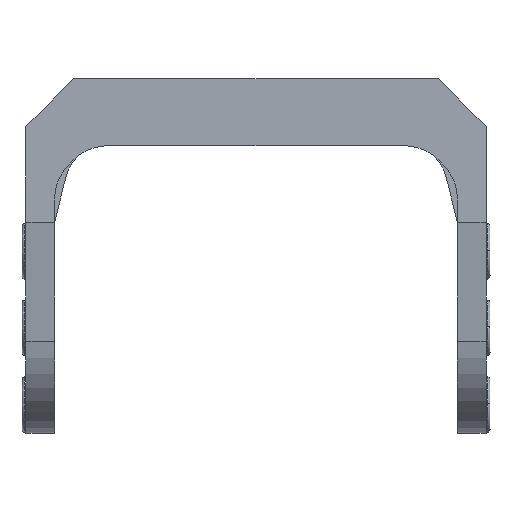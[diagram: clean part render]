
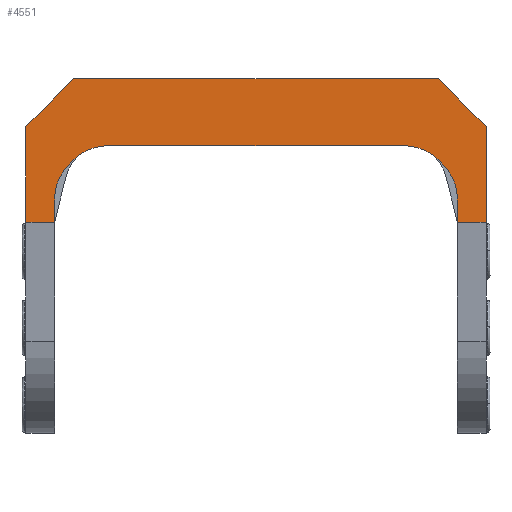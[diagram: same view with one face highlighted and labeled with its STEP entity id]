
A CAD part, front view. The second image highlights one B-rep face of the part: STEP entity #4551.
In plain terms, the highlighted planar face has unit normal (0, -1, 0).
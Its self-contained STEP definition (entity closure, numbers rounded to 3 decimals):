
#50 = DIRECTION ( 'NONE',  ( 0., 0., 1. ) ) ;
#305 = VERTEX_POINT ( 'NONE', #5286 ) ;
#314 = CARTESIAN_POINT ( 'NONE',  ( -19., -12.5, 26. ) ) ;
#386 = CARTESIAN_POINT ( 'NONE',  ( -24., -12.5, 19. ) ) ;
#430 = AXIS2_PLACEMENT_3D ( 'NONE', #4984, #7284, #13951 ) ;
#570 = CARTESIAN_POINT ( 'NONE',  ( 24., -12.5, 21. ) ) ;
#712 = LINE ( 'NONE', #2041, #4370 ) ;
#931 = CARTESIAN_POINT ( 'NONE',  ( -24., -12.5, 11. ) ) ;
#949 = LINE ( 'NONE', #5461, #13601 ) ;
#963 = PLANE ( 'NONE',  #2035 ) ;
#1191 = CARTESIAN_POINT ( 'NONE',  ( 16., -12.5, 13.444 ) ) ;
#1234 = CARTESIAN_POINT ( 'NONE',  ( -21., -12.5, 26. ) ) ;
#1340 = VERTEX_POINT ( 'NONE', #10692 ) ;
#1475 = EDGE_CURVE ( 'NONE', #13361, #305, #5393, .T. ) ;
#1757 = EDGE_CURVE ( 'NONE', #6128, #4442, #8693, .T. ) ;
#1775 = DIRECTION ( 'NONE',  ( 0., 0., -1. ) ) ;
#1893 = EDGE_LOOP ( 'NONE', ( #10036, #3707, #2031, #9835, #7532, #8433, #10573, #13566, #5171, #5901, #9137, #14327, #7507, #12078, #2672, #6107 ) ) ;
#2031 = ORIENTED_EDGE ( 'NONE', *, *, #8300, .T. ) ;
#2035 = AXIS2_PLACEMENT_3D ( 'NONE', #7699, #12226, #11174 ) ;
#2041 = CARTESIAN_POINT ( 'NONE',  ( 18.979, -12.5, 17.536 ) ) ;
#2197 = EDGE_CURVE ( 'NONE', #4442, #1340, #13937, .T. ) ;
#2573 = DIRECTION ( 'NONE',  ( 0., 1., 0. ) ) ;
#2672 = ORIENTED_EDGE ( 'NONE', *, *, #9890, .T. ) ;
#2814 = EDGE_CURVE ( 'NONE', #4834, #7286, #4832, .T. ) ;
#3255 = AXIS2_PLACEMENT_3D ( 'NONE', #9809, #6471, #10911 ) ;
#3283 = EDGE_CURVE ( 'NONE', #7286, #12515, #10510, .T. ) ;
#3312 = EDGE_CURVE ( 'NONE', #13271, #4875, #10590, .T. ) ;
#3455 = VERTEX_POINT ( 'NONE', #5543 ) ;
#3552 = DIRECTION ( 'NONE',  ( 0., 0., 1. ) ) ;
#3598 = CARTESIAN_POINT ( 'NONE',  ( 24., -12.5, 21. ) ) ;
#3612 = AXIS2_PLACEMENT_3D ( 'NONE', #8415, #2573, #7311 ) ;
#3660 = CARTESIAN_POINT ( 'NONE',  ( -21., -12.5, 11. ) ) ;
#3707 = ORIENTED_EDGE ( 'NONE', *, *, #3312, .T. ) ;
#4190 = DIRECTION ( 'NONE',  ( 0.707, 0., -0.707 ) ) ;
#4189 = DIRECTION ( 'NONE',  ( 1., 0., 0. ) ) ;
#4346 = VECTOR ( 'NONE', #3552, 1000. ) ;
#4370 = VECTOR ( 'NONE', #4190, 1000. ) ;
#4442 = VERTEX_POINT ( 'NONE', #4445 ) ;
#4445 = CARTESIAN_POINT ( 'NONE',  ( -15.444, -12.5, 19. ) ) ;
#4549 = VECTOR ( 'NONE', #11702, 1000. ) ;
#4551 = ADVANCED_FACE ( 'NONE', ( #7775 ), #963, .T. ) ;
#4566 = LINE ( 'NONE', #1234, #12895 ) ;
#4832 = LINE ( 'NONE', #314, #14123 ) ;
#4834 = VERTEX_POINT ( 'NONE', #9612 ) ;
#4875 = VERTEX_POINT ( 'NONE', #12126 ) ;
#4976 = VECTOR ( 'NONE', #4189, 1000. ) ;
#4984 = CARTESIAN_POINT ( 'NONE',  ( -15.444, -12.5, 14. ) ) ;
#4990 = EDGE_CURVE ( 'NONE', #305, #6128, #949, .T. ) ;
#5086 = EDGE_CURVE ( 'NONE', #10277, #13361, #4566, .T. ) ;
#5113 = CARTESIAN_POINT ( 'NONE',  ( -24., -12.5, 11. ) ) ;
#5171 = ORIENTED_EDGE ( 'NONE', *, *, #12899, .T. ) ;
#5269 = CIRCLE ( 'NONE', #3612, 5. ) ;
#5286 = CARTESIAN_POINT ( 'NONE',  ( -19.536, -12.5, 16.979 ) ) ;
#5355 = EDGE_CURVE ( 'NONE', #3455, #6557, #712, .T. ) ;
#5393 = CIRCLE ( 'NONE', #3255, 5. ) ;
#5461 = CARTESIAN_POINT ( 'NONE',  ( -19.536, -12.5, 16.979 ) ) ;
#5543 = CARTESIAN_POINT ( 'NONE',  ( 18.979, -12.5, 17.536 ) ) ;
#5615 = DIRECTION ( 'NONE',  ( -0.707, 0., 0.707 ) ) ;
#5901 = ORIENTED_EDGE ( 'NONE', *, *, #5086, .T. ) ;
#5966 = VERTEX_POINT ( 'NONE', #7514 ) ;
#6006 = CARTESIAN_POINT ( 'NONE',  ( -21., -12.5, 13.444 ) ) ;
#6088 = EDGE_CURVE ( 'NONE', #4834, #12026, #7050, .T. ) ;
#6107 = ORIENTED_EDGE ( 'NONE', *, *, #5355, .T. ) ;
#6128 = VERTEX_POINT ( 'NONE', #6160 ) ;
#6160 = CARTESIAN_POINT ( 'NONE',  ( -18.979, -12.5, 17.536 ) ) ;
#6222 = EDGE_CURVE ( 'NONE', #6557, #13271, #10284, .T. ) ;
#6471 = DIRECTION ( 'NONE',  ( 0., 1., 0. ) ) ;
#6557 = VERTEX_POINT ( 'NONE', #14508 ) ;
#6720 = LINE ( 'NONE', #3598, #11023 ) ;
#7047 = CARTESIAN_POINT ( 'NONE',  ( 21., -12.5, 13.444 ) ) ;
#7050 = LINE ( 'NONE', #11570, #11467 ) ;
#7130 = DIRECTION ( 'NONE',  ( 1., 0., 0. ) ) ;
#7284 = DIRECTION ( 'NONE',  ( 0., 1., 0. ) ) ;
#7286 = VERTEX_POINT ( 'NONE', #9112 ) ;
#7311 = DIRECTION ( 'NONE',  ( 0., 0., 1. ) ) ;
#7507 = ORIENTED_EDGE ( 'NONE', *, *, #1757, .T. ) ;
#7514 = CARTESIAN_POINT ( 'NONE',  ( 24., -12.5, 11. ) ) ;
#7532 = ORIENTED_EDGE ( 'NONE', *, *, #9672, .T. ) ;
#7567 = CARTESIAN_POINT ( 'NONE',  ( 19., -12.5, 26. ) ) ;
#7670 = VECTOR ( 'NONE', #7130, 1000. ) ;
#7699 = CARTESIAN_POINT ( 'NONE',  ( -24., -12.5, 26. ) ) ;
#7775 = FACE_OUTER_BOUND ( 'NONE', #1893, .T. ) ;
#8222 = LINE ( 'NONE', #11559, #4346 ) ;
#8232 = DIRECTION ( 'NONE',  ( 1., 0., 0. ) ) ;
#8300 = EDGE_CURVE ( 'NONE', #4875, #5966, #12108, .T. ) ;
#8360 = CARTESIAN_POINT ( 'NONE',  ( -24., -12.5, 26. ) ) ;
#8415 = CARTESIAN_POINT ( 'NONE',  ( 15.444, -12.5, 14. ) ) ;
#8433 = ORIENTED_EDGE ( 'NONE', *, *, #6088, .F. ) ;
#8693 = CIRCLE ( 'NONE', #430, 5. ) ;
#9103 = AXIS2_PLACEMENT_3D ( 'NONE', #1191, #12375, #12451 ) ;
#9112 = CARTESIAN_POINT ( 'NONE',  ( -24., -12.5, 21. ) ) ;
#9137 = ORIENTED_EDGE ( 'NONE', *, *, #1475, .T. ) ;
#9612 = CARTESIAN_POINT ( 'NONE',  ( -19., -12.5, 26. ) ) ;
#9672 = EDGE_CURVE ( 'NONE', #9870, #12026, #6720, .T. ) ;
#9809 = CARTESIAN_POINT ( 'NONE',  ( -16., -12.5, 13.444 ) ) ;
#9835 = ORIENTED_EDGE ( 'NONE', *, *, #12250, .T. ) ;
#9870 = VERTEX_POINT ( 'NONE', #570 ) ;
#9890 = EDGE_CURVE ( 'NONE', #1340, #3455, #5269, .T. ) ;
#9981 = VECTOR ( 'NONE', #1775, 1000. ) ;
#10036 = ORIENTED_EDGE ( 'NONE', *, *, #6222, .T. ) ;
#10277 = VERTEX_POINT ( 'NONE', #3660 ) ;
#10284 = CIRCLE ( 'NONE', #9103, 5. ) ;
#10510 = LINE ( 'NONE', #8360, #9981 ) ;
#10573 = ORIENTED_EDGE ( 'NONE', *, *, #2814, .T. ) ;
#10590 = LINE ( 'NONE', #14073, #4549 ) ;
#10692 = CARTESIAN_POINT ( 'NONE',  ( 15.444, -12.5, 19. ) ) ;
#10911 = DIRECTION ( 'NONE',  ( 0., 0., 1. ) ) ;
#11023 = VECTOR ( 'NONE', #5615, 1000. ) ;
#11174 = DIRECTION ( 'NONE',  ( 0., 0., -1. ) ) ;
#11467 = VECTOR ( 'NONE', #8232, 1000. ) ;
#11559 = CARTESIAN_POINT ( 'NONE',  ( 24., -12.5, 26. ) ) ;
#11570 = CARTESIAN_POINT ( 'NONE',  ( -24., -12.5, 26. ) ) ;
#11702 = DIRECTION ( 'NONE',  ( 0., 0., -1. ) ) ;
#11733 = LINE ( 'NONE', #13954, #7670 ) ;
#12026 = VERTEX_POINT ( 'NONE', #7567 ) ;
#12078 = ORIENTED_EDGE ( 'NONE', *, *, #2197, .T. ) ;
#12108 = LINE ( 'NONE', #931, #4976 ) ;
#12126 = CARTESIAN_POINT ( 'NONE',  ( 21., -12.5, 11. ) ) ;
#12226 = DIRECTION ( 'NONE',  ( 0., -1., 0. ) ) ;
#12250 = EDGE_CURVE ( 'NONE', #5966, #9870, #8222, .T. ) ;
#12375 = DIRECTION ( 'NONE',  ( 0., 1., 0. ) ) ;
#12451 = DIRECTION ( 'NONE',  ( 0., 0., -1. ) ) ;
#12515 = VERTEX_POINT ( 'NONE', #5113 ) ;
#12895 = VECTOR ( 'NONE', #50, 1000. ) ;
#12899 = EDGE_CURVE ( 'NONE', #12515, #10277, #11733, .T. ) ;
#13271 = VERTEX_POINT ( 'NONE', #7047 ) ;
#13361 = VERTEX_POINT ( 'NONE', #6006 ) ;
#13566 = ORIENTED_EDGE ( 'NONE', *, *, #3283, .T. ) ;
#13601 = VECTOR ( 'NONE', #14499, 1000. ) ;
#13872 = DIRECTION ( 'NONE',  ( -0.707, 0., -0.707 ) ) ;
#13937 = LINE ( 'NONE', #386, #14587 ) ;
#13951 = DIRECTION ( 'NONE',  ( 0., 0., 1. ) ) ;
#13954 = CARTESIAN_POINT ( 'NONE',  ( -24., -12.5, 11. ) ) ;
#14003 = DIRECTION ( 'NONE',  ( 1., 0., 0. ) ) ;
#14073 = CARTESIAN_POINT ( 'NONE',  ( 21., -12.5, 26. ) ) ;
#14123 = VECTOR ( 'NONE', #13872, 1000. ) ;
#14327 = ORIENTED_EDGE ( 'NONE', *, *, #4990, .T. ) ;
#14499 = DIRECTION ( 'NONE',  ( 0.707, 0., 0.707 ) ) ;
#14508 = CARTESIAN_POINT ( 'NONE',  ( 19.536, -12.5, 16.979 ) ) ;
#14587 = VECTOR ( 'NONE', #14003, 1000. ) ;
